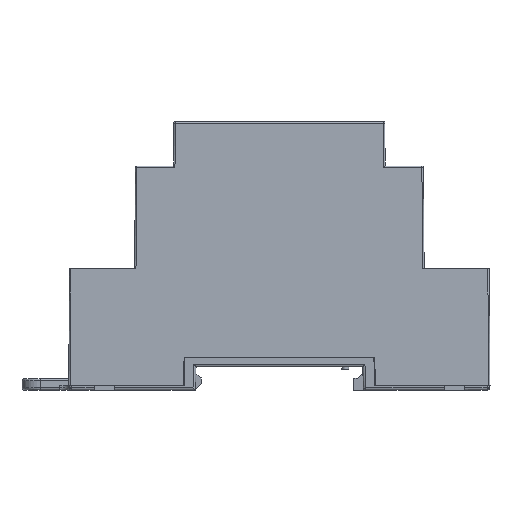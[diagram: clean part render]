
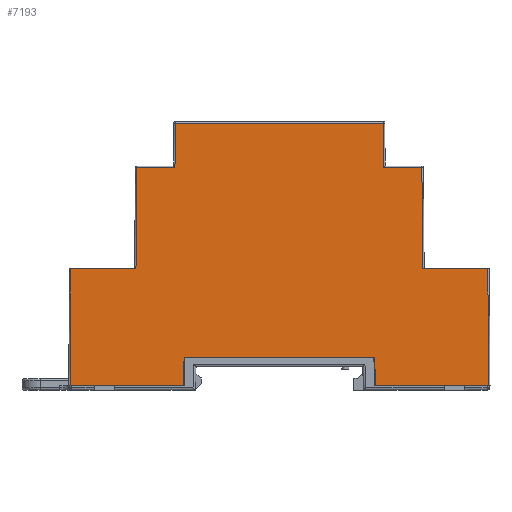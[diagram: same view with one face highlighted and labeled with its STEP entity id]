
A CAD part, front view. The second image highlights one B-rep face of the part: STEP entity #7193.
In plain terms, the highlighted planar face has unit normal (0, -1, 0.009).
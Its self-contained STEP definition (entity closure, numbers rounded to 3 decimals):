
#211=PLANE('',#7785);
#819=LINE('',#11101,#1717);
#833=LINE('',#11178,#1731);
#836=LINE('',#11184,#1734);
#839=LINE('',#11192,#1737);
#842=LINE('',#11198,#1740);
#848=LINE('',#11210,#1746);
#854=LINE('',#11226,#1752);
#893=LINE('',#11307,#1791);
#895=LINE('',#11313,#1793);
#897=LINE('',#11318,#1795);
#902=LINE('',#11327,#1800);
#903=LINE('',#11329,#1801);
#904=LINE('',#11331,#1802);
#905=LINE('',#11333,#1803);
#906=LINE('',#11335,#1804);
#907=LINE('',#11336,#1805);
#1717=VECTOR('',#9011,10.);
#1731=VECTOR('',#9097,10.);
#1734=VECTOR('',#9102,10.);
#1737=VECTOR('',#9113,10.);
#1740=VECTOR('',#9120,10.);
#1746=VECTOR('',#9134,10.);
#1752=VECTOR('',#9152,10.);
#1791=VECTOR('',#9207,10.);
#1793=VECTOR('',#9213,10.);
#1795=VECTOR('',#9219,10.);
#1800=VECTOR('',#9226,10.);
#1801=VECTOR('',#9227,10.);
#1802=VECTOR('',#9228,10.);
#1803=VECTOR('',#9229,10.);
#1804=VECTOR('',#9230,10.);
#1805=VECTOR('',#9231,10.);
#2518=FACE_OUTER_BOUND('',#2917,.T.);
#2917=EDGE_LOOP('',(#6136,#6137,#6138,#6139,#6140,#6141,#6142,#6143,#6144,
#6145,#6146,#6147,#6148,#6149,#6150,#6151));
#3526=VERTEX_POINT('',#11087);
#3531=VERTEX_POINT('',#11100);
#3536=VERTEX_POINT('',#11113);
#3542=VERTEX_POINT('',#11127);
#3548=VERTEX_POINT('',#11147);
#3558=VERTEX_POINT('',#11176);
#3560=VERTEX_POINT('',#11183);
#3567=VERTEX_POINT('',#11222);
#3601=VERTEX_POINT('',#11304);
#3602=VERTEX_POINT('',#11306);
#3604=VERTEX_POINT('',#11312);
#3608=VERTEX_POINT('',#11326);
#3609=VERTEX_POINT('',#11328);
#3610=VERTEX_POINT('',#11330);
#3611=VERTEX_POINT('',#11332);
#3612=VERTEX_POINT('',#11334);
#4386=EDGE_CURVE('',#3531,#3526,#819,.T.);
#4423=EDGE_CURVE('',#3558,#3548,#833,.T.);
#4426=EDGE_CURVE('',#3548,#3560,#836,.T.);
#4431=EDGE_CURVE('',#3560,#3542,#839,.T.);
#4435=EDGE_CURVE('',#3542,#3536,#842,.T.);
#4442=EDGE_CURVE('',#3536,#3531,#848,.T.);
#4451=EDGE_CURVE('',#3526,#3567,#854,.T.);
#4491=EDGE_CURVE('',#3602,#3601,#893,.T.);
#4494=EDGE_CURVE('',#3602,#3604,#895,.T.);
#4497=EDGE_CURVE('',#3604,#3558,#897,.T.);
#4502=EDGE_CURVE('',#3601,#3608,#902,.T.);
#4503=EDGE_CURVE('',#3608,#3609,#903,.T.);
#4504=EDGE_CURVE('',#3609,#3610,#904,.T.);
#4505=EDGE_CURVE('',#3610,#3611,#905,.T.);
#4506=EDGE_CURVE('',#3612,#3611,#906,.T.);
#4507=EDGE_CURVE('',#3567,#3612,#907,.T.);
#6136=ORIENTED_EDGE('',*,*,#4497,.F.);
#6137=ORIENTED_EDGE('',*,*,#4494,.F.);
#6138=ORIENTED_EDGE('',*,*,#4491,.T.);
#6139=ORIENTED_EDGE('',*,*,#4502,.T.);
#6140=ORIENTED_EDGE('',*,*,#4503,.T.);
#6141=ORIENTED_EDGE('',*,*,#4504,.T.);
#6142=ORIENTED_EDGE('',*,*,#4505,.T.);
#6143=ORIENTED_EDGE('',*,*,#4506,.F.);
#6144=ORIENTED_EDGE('',*,*,#4507,.F.);
#6145=ORIENTED_EDGE('',*,*,#4451,.F.);
#6146=ORIENTED_EDGE('',*,*,#4386,.F.);
#6147=ORIENTED_EDGE('',*,*,#4442,.F.);
#6148=ORIENTED_EDGE('',*,*,#4435,.F.);
#6149=ORIENTED_EDGE('',*,*,#4431,.F.);
#6150=ORIENTED_EDGE('',*,*,#4426,.F.);
#6151=ORIENTED_EDGE('',*,*,#4423,.F.);
#7193=ADVANCED_FACE('',(#2518),#211,.F.);
#7785=AXIS2_PLACEMENT_3D('',#11325,#9224,#9225);
#9011=DIRECTION('',(1.,0.,0.));
#9097=DIRECTION('',(0.009,0.009,1.));
#9102=DIRECTION('',(1.,0.,0.));
#9113=DIRECTION('',(0.008,0.009,1.));
#9120=DIRECTION('',(1.,0.,0.));
#9134=DIRECTION('',(0.008,-0.009,-1.));
#9152=DIRECTION('',(0.009,-0.009,-1.));
#9207=DIRECTION('',(1.,0.,0.));
#9213=DIRECTION('',(0.007,0.009,1.));
#9219=DIRECTION('',(1.,0.,0.));
#9224=DIRECTION('center_axis',(0.,1.,
-0.009));
#9225=DIRECTION('ref_axis',(0.,0.009,1.));
#9226=DIRECTION('',(0.035,0.009,0.999));
#9227=DIRECTION('',(1.,0.,0.));
#9228=DIRECTION('',(0.035,-0.009,-0.999));
#9229=DIRECTION('',(1.,0.,0.));
#9230=DIRECTION('',(0.007,-0.009,-1.));
#9231=DIRECTION('',(1.,0.,0.));
#11087=CARTESIAN_POINT('',(30.513,-8.645,46.703));
#11100=CARTESIAN_POINT('',(22.353,-8.645,46.703));
#11101=CARTESIAN_POINT('',(-22.468,-8.645,46.703));
#11113=CARTESIAN_POINT('',(22.273,-8.563,56.203));
#11127=CARTESIAN_POINT('',(-22.273,-8.563,56.203));
#11147=CARTESIAN_POINT('',(-30.513,-8.645,46.703));
#11176=CARTESIAN_POINT('',(-30.7,-8.833,25.));
#11178=CARTESIAN_POINT('',(-30.7,-8.833,25.014));
#11183=CARTESIAN_POINT('',(-22.353,-8.645,46.703));
#11184=CARTESIAN_POINT('',(-22.468,-8.645,46.703));
#11192=CARTESIAN_POINT('',(-22.443,-8.738,35.979));
#11198=CARTESIAN_POINT('',(-22.468,-8.563,56.203));
#11210=CARTESIAN_POINT('',(22.44,-8.735,36.283));
#11222=CARTESIAN_POINT('',(30.7,-8.833,25.));
#11226=CARTESIAN_POINT('',(30.697,-8.83,25.325));
#11304=CARTESIAN_POINT('',(-20.6,-9.05,0.));
#11306=CARTESIAN_POINT('',(-44.8,-9.05,0.));
#11307=CARTESIAN_POINT('',(-45.1,-9.05,0.));
#11312=CARTESIAN_POINT('',(-44.635,-8.833,25.));
#11313=CARTESIAN_POINT('',(-44.635,-8.833,25.075));
#11318=CARTESIAN_POINT('',(-44.935,-8.833,25.));
#11325=CARTESIAN_POINT('Origin',(-44.935,-8.833,25.));
#11326=CARTESIAN_POINT('',(-20.39,-8.998,6.));
#11327=CARTESIAN_POINT('',(-20.177,-8.945,12.099));
#11328=CARTESIAN_POINT('',(20.39,-8.998,6.));
#11329=CARTESIAN_POINT('',(-32.663,-8.998,6.));
#11330=CARTESIAN_POINT('',(20.6,-9.05,0.));
#11331=CARTESIAN_POINT('',(20.017,-8.905,16.669));
#11332=CARTESIAN_POINT('',(44.8,-9.05,0.));
#11333=CARTESIAN_POINT('',(-45.1,-9.05,0.));
#11334=CARTESIAN_POINT('',(44.635,-8.833,25.));
#11335=CARTESIAN_POINT('',(44.633,-8.831,25.295));
#11336=CARTESIAN_POINT('',(-44.935,-8.833,25.));
